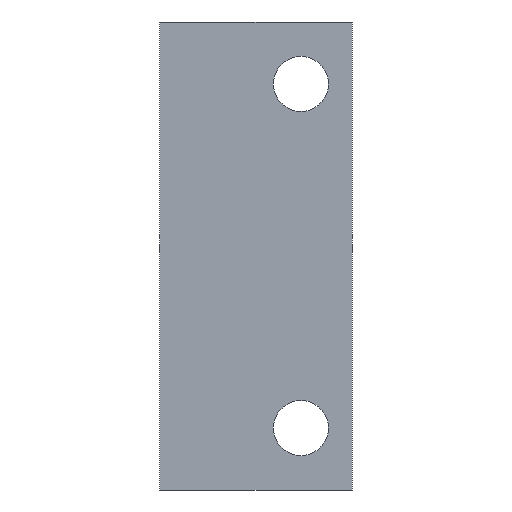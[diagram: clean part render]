
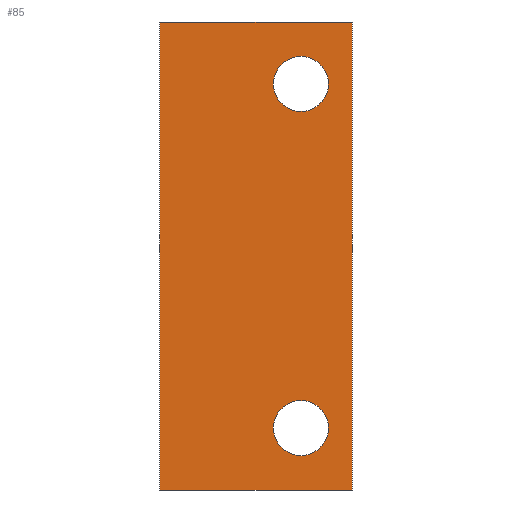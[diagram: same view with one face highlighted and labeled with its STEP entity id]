
A CAD part, front view. The second image highlights one B-rep face of the part: STEP entity #85.
In plain terms, the highlighted planar face has unit normal (0, -1, 0).
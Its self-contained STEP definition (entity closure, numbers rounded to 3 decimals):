
#3 = FACE_OUTER_BOUND ( 'NONE', #241, .T. ) ;
#5 = AXIS2_PLACEMENT_3D ( 'NONE', #293, #255, #128 ) ;
#16 = CIRCLE ( 'NONE', #343, 2. ) ;
#38 = EDGE_CURVE ( 'NONE', #189, #429, #285, .T. ) ;
#40 = AXIS2_PLACEMENT_3D ( 'NONE', #122, #402, #230 ) ;
#49 = CARTESIAN_POINT ( 'NONE',  ( -7., 0., -17. ) ) ;
#51 = EDGE_CURVE ( 'NONE', #401, #95, #77, .T. ) ;
#70 = EDGE_CURVE ( 'NONE', #407, #401, #451, .T. ) ;
#77 = LINE ( 'NONE', #252, #148 ) ;
#79 = ORIENTED_EDGE ( 'NONE', *, *, #70, .F. ) ;
#80 = DIRECTION ( 'NONE',  ( 0., -1., 0. ) ) ;
#82 = CARTESIAN_POINT ( 'NONE',  ( 7., 0., -17. ) ) ;
#85 = ADVANCED_FACE ( 'NONE', ( #103, #359, #3 ), #147, .T. ) ;
#87 = VERTEX_POINT ( 'NONE', #185 ) ;
#95 = VERTEX_POINT ( 'NONE', #101 ) ;
#97 = VECTOR ( 'NONE', #399, 1000. ) ;
#101 = CARTESIAN_POINT ( 'NONE',  ( 7., 0., 17. ) ) ;
#103 = FACE_BOUND ( 'NONE', #446, .T. ) ;
#112 = ORIENTED_EDGE ( 'NONE', *, *, #366, .F. ) ;
#119 = VERTEX_POINT ( 'NONE', #287 ) ;
#122 = CARTESIAN_POINT ( 'NONE',  ( 3.263, 0., -12.5 ) ) ;
#128 = DIRECTION ( 'NONE',  ( 0., 0., -1. ) ) ;
#132 = LINE ( 'NONE', #444, #277 ) ;
#134 = DIRECTION ( 'NONE',  ( 0., 0., -1. ) ) ;
#144 = CARTESIAN_POINT ( 'NONE',  ( 3.263, 0., -12.5 ) ) ;
#147 = PLANE ( 'NONE',  #151 ) ;
#148 = VECTOR ( 'NONE', #384, 1000. ) ;
#151 = AXIS2_PLACEMENT_3D ( 'NONE', #246, #80, #280 ) ;
#168 = ORIENTED_EDGE ( 'NONE', *, *, #256, .F. ) ;
#185 = CARTESIAN_POINT ( 'NONE',  ( 3.263, 0., 14.5 ) ) ;
#186 = VECTOR ( 'NONE', #316, 1000. ) ;
#189 = VERTEX_POINT ( 'NONE', #339 ) ;
#226 = DIRECTION ( 'NONE',  ( 0., 0., -1. ) ) ;
#230 = DIRECTION ( 'NONE',  ( 0., 0., -1. ) ) ;
#238 = CIRCLE ( 'NONE', #40, 2. ) ;
#240 = CARTESIAN_POINT ( 'NONE',  ( 3.263, 0., -10.5 ) ) ;
#241 = EDGE_LOOP ( 'NONE', ( #112, #347, #79, #436 ) ) ;
#246 = CARTESIAN_POINT ( 'NONE',  ( 0., 0., 0. ) ) ;
#250 = EDGE_CURVE ( 'NONE', #295, #407, #409, .T. ) ;
#252 = CARTESIAN_POINT ( 'NONE',  ( -7., 0., 17. ) ) ;
#255 = DIRECTION ( 'NONE',  ( 0., -1., 0. ) ) ;
#256 = EDGE_CURVE ( 'NONE', #119, #87, #334, .T. ) ;
#262 = ORIENTED_EDGE ( 'NONE', *, *, #374, .F. ) ;
#277 = VECTOR ( 'NONE', #134, 1000. ) ;
#280 = DIRECTION ( 'NONE',  ( 0., 0., -1. ) ) ;
#283 = DIRECTION ( 'NONE',  ( 0., -1., 0. ) ) ;
#285 = CIRCLE ( 'NONE', #342, 2. ) ;
#287 = CARTESIAN_POINT ( 'NONE',  ( 3.263, 0., 10.5 ) ) ;
#293 = CARTESIAN_POINT ( 'NONE',  ( 3.263, 0., 12.5 ) ) ;
#295 = VERTEX_POINT ( 'NONE', #82 ) ;
#297 = EDGE_LOOP ( 'NONE', ( #299, #328 ) ) ;
#299 = ORIENTED_EDGE ( 'NONE', *, *, #320, .F. ) ;
#316 = DIRECTION ( 'NONE',  ( 0., 0., 1. ) ) ;
#320 = EDGE_CURVE ( 'NONE', #429, #189, #238, .T. ) ;
#328 = ORIENTED_EDGE ( 'NONE', *, *, #38, .F. ) ;
#334 = CIRCLE ( 'NONE', #5, 2. ) ;
#339 = CARTESIAN_POINT ( 'NONE',  ( 3.263, 0., -14.5 ) ) ;
#342 = AXIS2_PLACEMENT_3D ( 'NONE', #144, #426, #226 ) ;
#343 = AXIS2_PLACEMENT_3D ( 'NONE', #349, #283, #355 ) ;
#347 = ORIENTED_EDGE ( 'NONE', *, *, #51, .F. ) ;
#349 = CARTESIAN_POINT ( 'NONE',  ( 3.263, 0., 12.5 ) ) ;
#355 = DIRECTION ( 'NONE',  ( 0., 0., -1. ) ) ;
#359 = FACE_BOUND ( 'NONE', #297, .T. ) ;
#366 = EDGE_CURVE ( 'NONE', #95, #295, #132, .T. ) ;
#374 = EDGE_CURVE ( 'NONE', #87, #119, #16, .T. ) ;
#379 = CARTESIAN_POINT ( 'NONE',  ( -7., 0., -17. ) ) ;
#384 = DIRECTION ( 'NONE',  ( 1., 0., 0. ) ) ;
#394 = CARTESIAN_POINT ( 'NONE',  ( -7., 0., 17. ) ) ;
#399 = DIRECTION ( 'NONE',  ( -1., 0., 0. ) ) ;
#401 = VERTEX_POINT ( 'NONE', #422 ) ;
#402 = DIRECTION ( 'NONE',  ( 0., -1., 0. ) ) ;
#407 = VERTEX_POINT ( 'NONE', #379 ) ;
#409 = LINE ( 'NONE', #49, #97 ) ;
#422 = CARTESIAN_POINT ( 'NONE',  ( -7., 0., 17. ) ) ;
#426 = DIRECTION ( 'NONE',  ( 0., -1., 0. ) ) ;
#429 = VERTEX_POINT ( 'NONE', #240 ) ;
#436 = ORIENTED_EDGE ( 'NONE', *, *, #250, .F. ) ;
#444 = CARTESIAN_POINT ( 'NONE',  ( 7., 0., 17. ) ) ;
#446 = EDGE_LOOP ( 'NONE', ( #262, #168 ) ) ;
#451 = LINE ( 'NONE', #394, #186 ) ;
